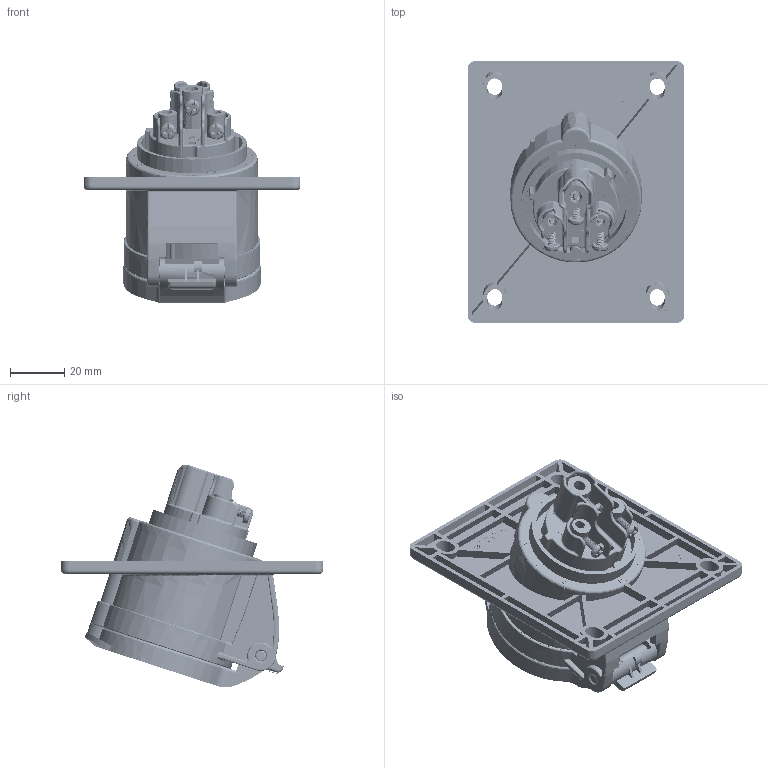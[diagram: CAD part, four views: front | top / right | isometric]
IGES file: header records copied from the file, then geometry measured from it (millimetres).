
Start section: SolidWorks IGES file using analytic representation for surfaces
Global section: file name: 84231235.IGS; native system: SolidWorks 2019; preprocessor: SolidWorks 2019; author: DGoodwin; date: 190619.222815; units: millimetre
Bounding box: 80.1 x 96.8 x 82.19 mm (x, y, z)
Surface area: 66286.4 mm2 (no closed solid volume)
Topology: 0 solids, 0 shells, 1901 faces, 24047 edges, 23982 vertices
Faces by surface type: bspline 1276, revolution 625
